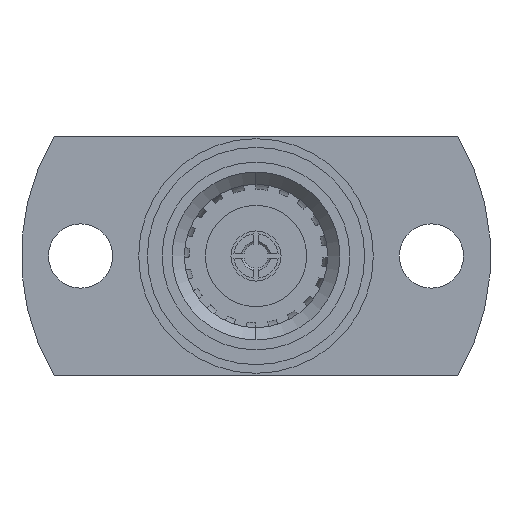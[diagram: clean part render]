
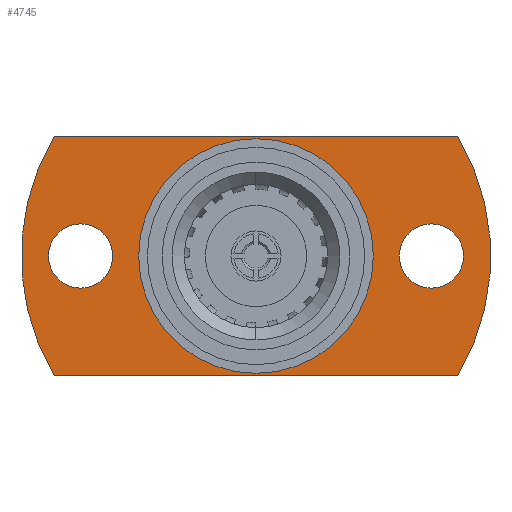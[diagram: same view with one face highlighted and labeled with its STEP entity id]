
A CAD part, left-side view. The second image highlights one B-rep face of the part: STEP entity #4745.
In plain terms, the highlighted planar face has unit normal (-1, 0, 0).
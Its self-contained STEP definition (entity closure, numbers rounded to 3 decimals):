
#89 = VERTEX_POINT ( 'NONE', #2211 ) ;
#213 = AXIS2_PLACEMENT_3D ( 'NONE', #12585, #17883, #9077 ) ;
#411 = VERTEX_POINT ( 'NONE', #10773 ) ;
#1040 = VECTOR ( 'NONE', #3142, 1000. ) ;
#1212 = CARTESIAN_POINT ( 'NONE',  ( 5.35, 0., 0. ) ) ;
#1484 = EDGE_LOOP ( 'NONE', ( #21254, #3194, #11584, #3398 ) ) ;
#1500 = DIRECTION ( 'NONE',  ( 0., 0., -1. ) ) ;
#1768 = EDGE_LOOP ( 'NONE', ( #4797, #8434 ) ) ;
#2136 = CIRCLE ( 'NONE', #14339, 1.3 ) ;
#2153 = CARTESIAN_POINT ( 'NONE',  ( 5.35, 0., 4.75 ) ) ;
#2211 = CARTESIAN_POINT ( 'NONE',  ( 5.35, 7.1, -1.3 ) ) ;
#2216 = EDGE_CURVE ( 'NONE', #411, #89, #6111, .T. ) ;
#2225 = EDGE_CURVE ( 'NONE', #18015, #6556, #7219, .T. ) ;
#2804 = AXIS2_PLACEMENT_3D ( 'NONE', #7852, #4141, #11699 ) ;
#2994 = DIRECTION ( 'NONE',  ( 0., -1., 0. ) ) ;
#3142 = DIRECTION ( 'NONE',  ( 0., 1., 0. ) ) ;
#3194 = ORIENTED_EDGE ( 'NONE', *, *, #6078, .F. ) ;
#3398 = ORIENTED_EDGE ( 'NONE', *, *, #2225, .F. ) ;
#3837 = AXIS2_PLACEMENT_3D ( 'NONE', #7041, #8901, #14454 ) ;
#3876 = DIRECTION ( 'NONE',  ( 0., 0., -1. ) ) ;
#4140 = EDGE_LOOP ( 'NONE', ( #9943, #22276 ) ) ;
#4141 = DIRECTION ( 'NONE',  ( 1., 0., 0. ) ) ;
#4372 = VERTEX_POINT ( 'NONE', #4900 ) ;
#4745 = ADVANCED_FACE ( 'NONE', ( #11824, #20956, #7147, #17713 ), #14129, .F. ) ;
#4797 = ORIENTED_EDGE ( 'NONE', *, *, #5323, .T. ) ;
#4900 = CARTESIAN_POINT ( 'NONE',  ( 5.35, -8.169, 4.85 ) ) ;
#5323 = EDGE_CURVE ( 'NONE', #18978, #11990, #16317, .T. ) ;
#6078 = EDGE_CURVE ( 'NONE', #4372, #15143, #17138, .T. ) ;
#6111 = CIRCLE ( 'NONE', #14272, 1.3 ) ;
#6184 = CARTESIAN_POINT ( 'NONE',  ( 5.35, -8.169, -4.85 ) ) ;
#6285 = CIRCLE ( 'NONE', #15545, 1.3 ) ;
#6407 = DIRECTION ( 'NONE',  ( 1., 0., 0. ) ) ;
#6556 = VERTEX_POINT ( 'NONE', #21677 ) ;
#6958 = LINE ( 'NONE', #22732, #1040 ) ;
#7041 = CARTESIAN_POINT ( 'NONE',  ( 5.35, 4.75, 0. ) ) ;
#7131 = AXIS2_PLACEMENT_3D ( 'NONE', #1212, #6407, #15229 ) ;
#7147 = FACE_BOUND ( 'NONE', #4140, .T. ) ;
#7219 = CIRCLE ( 'NONE', #213, 9.5 ) ;
#7852 = CARTESIAN_POINT ( 'NONE',  ( 5.35, -7.1, 0. ) ) ;
#8434 = ORIENTED_EDGE ( 'NONE', *, *, #21016, .T. ) ;
#8901 = DIRECTION ( 'NONE',  ( 1., 0., 0. ) ) ;
#9077 = DIRECTION ( 'NONE',  ( 0., 0., -1. ) ) ;
#9225 = DIRECTION ( 'NONE',  ( 1., 0., 0. ) ) ;
#9292 = AXIS2_PLACEMENT_3D ( 'NONE', #10313, #21067, #1500 ) ;
#9943 = ORIENTED_EDGE ( 'NONE', *, *, #19364, .T. ) ;
#10133 = EDGE_CURVE ( 'NONE', #89, #411, #6285, .T. ) ;
#10313 = CARTESIAN_POINT ( 'NONE',  ( 5.35, 0., 0. ) ) ;
#10773 = CARTESIAN_POINT ( 'NONE',  ( 5.35, 7.1, 1.3 ) ) ;
#11584 = ORIENTED_EDGE ( 'NONE', *, *, #13806, .F. ) ;
#11699 = DIRECTION ( 'NONE',  ( 0., 0., -1. ) ) ;
#11824 = FACE_BOUND ( 'NONE', #1768, .T. ) ;
#11990 = VERTEX_POINT ( 'NONE', #2153 ) ;
#12102 = VECTOR ( 'NONE', #2994, 1000. ) ;
#12282 = DIRECTION ( 'NONE',  ( 0., 0., -1. ) ) ;
#12472 = DIRECTION ( 'NONE',  ( 0., 0., -1. ) ) ;
#12491 = DIRECTION ( 'NONE',  ( 1., 0., 0. ) ) ;
#12585 = CARTESIAN_POINT ( 'NONE',  ( 5.35, 0., 0. ) ) ;
#12785 = EDGE_CURVE ( 'NONE', #21436, #17735, #14638, .T. ) ;
#12912 = ORIENTED_EDGE ( 'NONE', *, *, #2216, .T. ) ;
#13096 = CARTESIAN_POINT ( 'NONE',  ( 5.35, 8.169, 4.85 ) ) ;
#13806 = EDGE_CURVE ( 'NONE', #6556, #4372, #20255, .T. ) ;
#14129 = PLANE ( 'NONE',  #3837 ) ;
#14272 = AXIS2_PLACEMENT_3D ( 'NONE', #16257, #18105, #12472 ) ;
#14339 = AXIS2_PLACEMENT_3D ( 'NONE', #21253, #12491, #3876 ) ;
#14454 = DIRECTION ( 'NONE',  ( 0., 0., -1. ) ) ;
#14638 = CIRCLE ( 'NONE', #2804, 1.3 ) ;
#14901 = CARTESIAN_POINT ( 'NONE',  ( 5.35, 0., -4.75 ) ) ;
#15016 = CARTESIAN_POINT ( 'NONE',  ( 5.35, -7.1, 1.3 ) ) ;
#15143 = VERTEX_POINT ( 'NONE', #6184 ) ;
#15229 = DIRECTION ( 'NONE',  ( 0., 0., -1. ) ) ;
#15545 = AXIS2_PLACEMENT_3D ( 'NONE', #20333, #15668, #19276 ) ;
#15668 = DIRECTION ( 'NONE',  ( 1., 0., 0. ) ) ;
#16257 = CARTESIAN_POINT ( 'NONE',  ( 5.35, 7.1, 0. ) ) ;
#16317 = CIRCLE ( 'NONE', #9292, 4.75 ) ;
#16423 = EDGE_LOOP ( 'NONE', ( #12912, #19124 ) ) ;
#16431 = CARTESIAN_POINT ( 'NONE',  ( 5.35, -7.1, -1.3 ) ) ;
#17138 = CIRCLE ( 'NONE', #7131, 9.5 ) ;
#17348 = EDGE_CURVE ( 'NONE', #15143, #18015, #6958, .T. ) ;
#17713 = FACE_OUTER_BOUND ( 'NONE', #1484, .T. ) ;
#17735 = VERTEX_POINT ( 'NONE', #15016 ) ;
#17883 = DIRECTION ( 'NONE',  ( 1., 0., 0. ) ) ;
#18015 = VERTEX_POINT ( 'NONE', #22434 ) ;
#18105 = DIRECTION ( 'NONE',  ( 1., 0., 0. ) ) ;
#18978 = VERTEX_POINT ( 'NONE', #14901 ) ;
#19124 = ORIENTED_EDGE ( 'NONE', *, *, #10133, .T. ) ;
#19276 = DIRECTION ( 'NONE',  ( 0., 0., -1. ) ) ;
#19364 = EDGE_CURVE ( 'NONE', #17735, #21436, #2136, .T. ) ;
#20255 = LINE ( 'NONE', #13096, #12102 ) ;
#20333 = CARTESIAN_POINT ( 'NONE',  ( 5.35, 7.1, 0. ) ) ;
#20956 = FACE_BOUND ( 'NONE', #16423, .T. ) ;
#21016 = EDGE_CURVE ( 'NONE', #11990, #18978, #22669, .T. ) ;
#21067 = DIRECTION ( 'NONE',  ( 1., 0., 0. ) ) ;
#21253 = CARTESIAN_POINT ( 'NONE',  ( 5.35, -7.1, 0. ) ) ;
#21254 = ORIENTED_EDGE ( 'NONE', *, *, #17348, .F. ) ;
#21383 = CARTESIAN_POINT ( 'NONE',  ( 5.35, 0., 0. ) ) ;
#21436 = VERTEX_POINT ( 'NONE', #16431 ) ;
#21677 = CARTESIAN_POINT ( 'NONE',  ( 5.35, 8.169, 4.85 ) ) ;
#22276 = ORIENTED_EDGE ( 'NONE', *, *, #12785, .T. ) ;
#22288 = AXIS2_PLACEMENT_3D ( 'NONE', #21383, #9225, #12282 ) ;
#22434 = CARTESIAN_POINT ( 'NONE',  ( 5.35, 8.169, -4.85 ) ) ;
#22669 = CIRCLE ( 'NONE', #22288, 4.75 ) ;
#22732 = CARTESIAN_POINT ( 'NONE',  ( 5.35, 8.169, -4.85 ) ) ;
